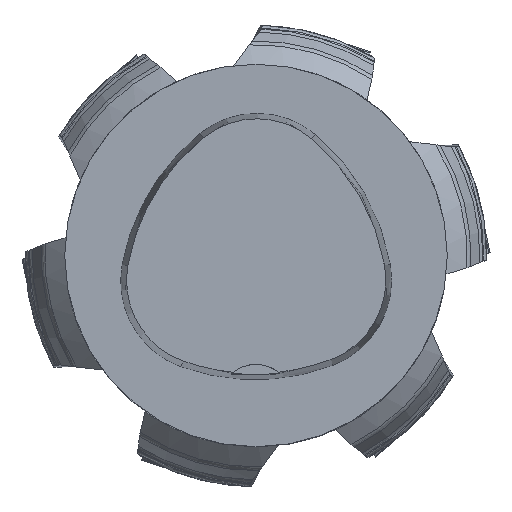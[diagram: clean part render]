
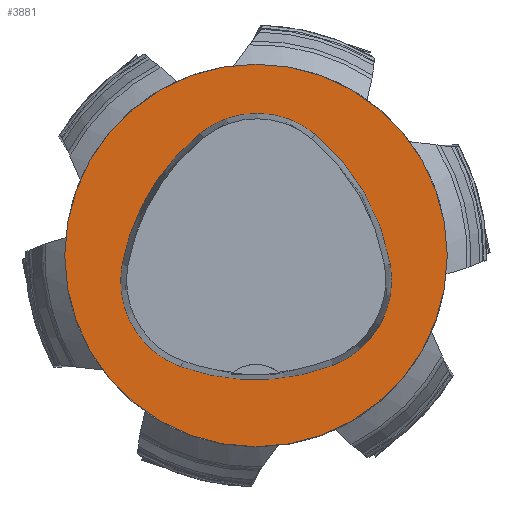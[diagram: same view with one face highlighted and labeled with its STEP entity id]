
A CAD part, top view. The second image highlights one B-rep face of the part: STEP entity #3881.
In plain terms, the highlighted planar face has unit normal (0, 0, 1).
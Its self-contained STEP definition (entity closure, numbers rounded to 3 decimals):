
#1851=FACE_BOUND('',#9648,.T.);
#1852=FACE_BOUND('',#9649,.T.);
#3881=ADVANCED_FACE('',(#1851,#1852),#6145,.T.);
#6145=PLANE('',#43979);
#9648=EDGE_LOOP('',(#18111,#18112,#18113,#18114,#18115,#18116));
#9649=EDGE_LOOP('',(#18117));
#13995=CIRCLE('',#43956,36.);
#13996=CIRCLE('',#43958,15.);
#13997=CIRCLE('',#43960,36.);
#13998=CIRCLE('',#43962,15.);
#13999=CIRCLE('',#43964,36.);
#14000=CIRCLE('',#43966,15.);
#14001=CIRCLE('',#43978,31.5);
#18111=ORIENTED_EDGE('',*,*,#33967,.T.);
#18112=ORIENTED_EDGE('',*,*,#33965,.T.);
#18113=ORIENTED_EDGE('',*,*,#33963,.T.);
#18114=ORIENTED_EDGE('',*,*,#33961,.T.);
#18115=ORIENTED_EDGE('',*,*,#33959,.T.);
#18116=ORIENTED_EDGE('',*,*,#33957,.T.);
#18117=ORIENTED_EDGE('',*,*,#33980,.F.);
#29562=VERTEX_POINT('',#67568);
#29563=VERTEX_POINT('',#67570);
#29564=VERTEX_POINT('',#67574);
#29565=VERTEX_POINT('',#67578);
#29566=VERTEX_POINT('',#67582);
#29567=VERTEX_POINT('',#67586);
#29576=VERTEX_POINT('',#67618);
#33957=EDGE_CURVE('',#29563,#29562,#13995,.T.);
#33959=EDGE_CURVE('',#29564,#29563,#13996,.T.);
#33961=EDGE_CURVE('',#29565,#29564,#13997,.T.);
#33963=EDGE_CURVE('',#29566,#29565,#13998,.T.);
#33965=EDGE_CURVE('',#29567,#29566,#13999,.T.);
#33967=EDGE_CURVE('',#29562,#29567,#14000,.T.);
#33980=EDGE_CURVE('',#29576,#29576,#14001,.T.);
#43956=AXIS2_PLACEMENT_3D('',#67569,#50047,#50048);
#43958=AXIS2_PLACEMENT_3D('',#67573,#50052,#50053);
#43960=AXIS2_PLACEMENT_3D('',#67577,#50057,#50058);
#43962=AXIS2_PLACEMENT_3D('',#67581,#50062,#50063);
#43964=AXIS2_PLACEMENT_3D('',#67585,#50067,#50068);
#43966=AXIS2_PLACEMENT_3D('',#67589,#50072,#50073);
#43978=AXIS2_PLACEMENT_3D('',#67617,#50104,#50105);
#43979=AXIS2_PLACEMENT_3D('',#67619,#50106,#50107);
#50047=DIRECTION('',(0.,0.,-1.));
#50048=DIRECTION('',(-1.,0.,0.));
#50052=DIRECTION('',(0.,0.,-1.));
#50053=DIRECTION('',(-1.,0.,0.));
#50057=DIRECTION('',(0.,0.,-1.));
#50058=DIRECTION('',(-1.,0.,0.));
#50062=DIRECTION('',(0.,0.,-1.));
#50063=DIRECTION('',(-1.,0.,0.));
#50067=DIRECTION('',(0.,0.,-1.));
#50068=DIRECTION('',(-1.,0.,0.));
#50072=DIRECTION('',(0.,0.,-1.));
#50073=DIRECTION('',(-1.,0.,0.));
#50104=DIRECTION('',(0.,0.,-1.));
#50105=DIRECTION('',(-1.,0.,0.));
#50106=DIRECTION('',(0.,0.,1.));
#50107=DIRECTION('',(1.,0.,0.));
#67568=CARTESIAN_POINT('',(-12.373,-18.307,0.));
#67569=CARTESIAN_POINT('',(-0.137,15.55,0.));
#67570=CARTESIAN_POINT('',(12.693,-18.087,0.));
#67573=CARTESIAN_POINT('',(7.347,-4.071,0.));
#67574=CARTESIAN_POINT('',(22.122,-1.48,0.));
#67577=CARTESIAN_POINT('',(-13.337,-7.7,0.));
#67578=CARTESIAN_POINT('',(9.779,19.898,0.));
#67581=CARTESIAN_POINT('',(0.148,8.399,0.));
#67582=CARTESIAN_POINT('',(-9.317,20.036,0.));
#67585=CARTESIAN_POINT('',(13.398,-7.893,0.));
#67586=CARTESIAN_POINT('',(-22.041,-1.562,0.));
#67589=CARTESIAN_POINT('',(-7.275,-4.2,0.));
#67617=CARTESIAN_POINT('',(0.,0.,
0.));
#67618=CARTESIAN_POINT('',(-31.5,0.,0.));
#67619=CARTESIAN_POINT('',(0.,0.,
0.));
